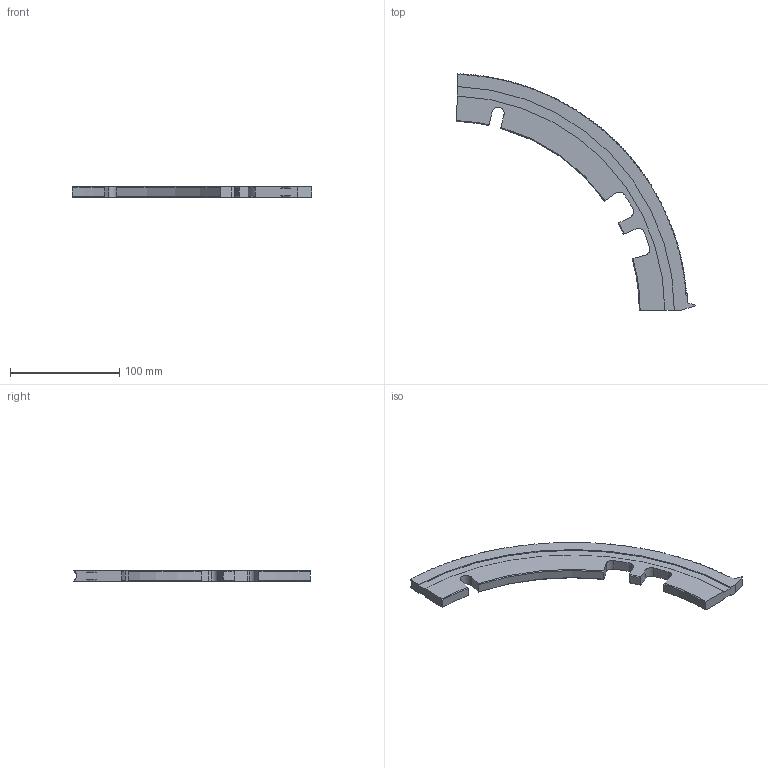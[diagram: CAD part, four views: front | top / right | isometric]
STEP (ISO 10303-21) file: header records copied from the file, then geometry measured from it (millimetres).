
FILE_DESCRIPTION (( 'STEP AP203' ), '1' );
FILE_NAME ('M56519-S.STEP', '2022-04-25T21:33:51', ( '' ), ( '' ), 'SwSTEP 2.0', 'SolidWorks 2020', '' );
FILE_SCHEMA (( 'CONFIG_CONTROL_DESIGN' ));
Length unit declared in the file: inch
Products named in the file (1): M56519-S
Bounding box: 219.16 x 216.8 x 9.49 mm (x, y, z)
Volume: 99216.9 mm3; surface area: 32324.1 mm2
Topology: 1 solids, 1 shells, 182 faces, 540 edges, 360 vertices
Faces by surface type: sphere 123, cylinder 25, plane 22, cone 8, torus 4
Entity records: 8326 total; most frequent: CARTESIAN_POINT 3405, ORIENTED_EDGE 1080, DIRECTION 1043, EDGE_CURVE 540, AXIS2_PLACEMENT_3D 485, VERTEX_POINT 360, CIRCLE 302, EDGE_LOOP 182
